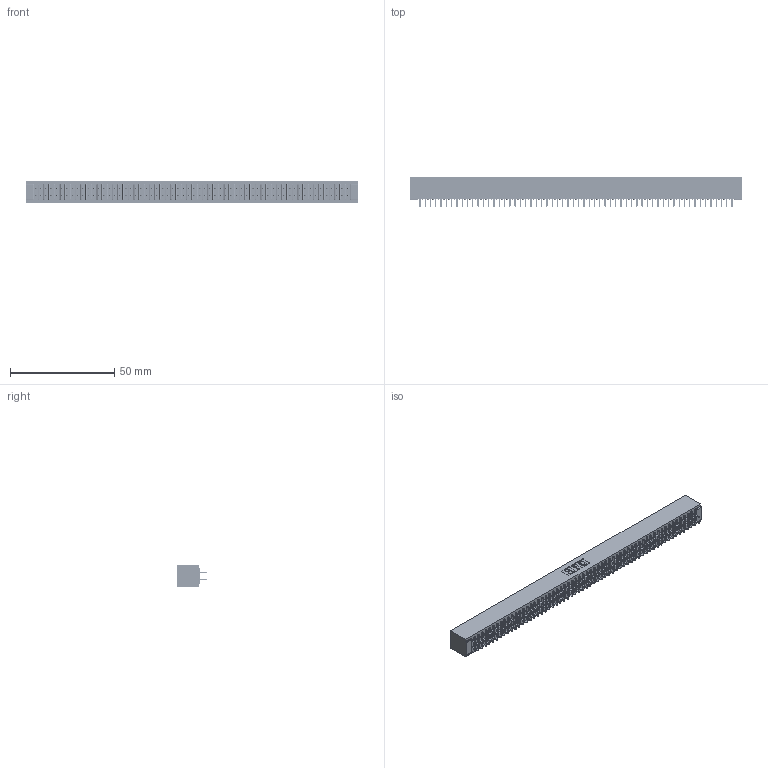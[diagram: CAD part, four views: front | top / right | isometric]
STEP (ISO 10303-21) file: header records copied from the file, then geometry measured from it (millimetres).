
FILE_DESCRIPTION (( 'STEP AP203' ), '1' );
FILE_NAME ('391-120-520-201.STEP', '2018-08-10T00:01:09', ( '' ), ( '' ), 'SwSTEP 2.0', 'SolidWorks 2016', '' );
FILE_SCHEMA (( 'CONFIG_CONTROL_DESIGN' ));
Length unit declared in the file: inch
Products named in the file (3): 341 Part_No Mounting Lugs; 341-292-001_341-292-120; 391-120-520-201
Assembly tree (121 placements, depth 2):
  391-120-520-201
    341 Part_No Mounting Lugs
    341-292-001_341-292-120  x120
Bounding box: 159.38 x 14.27 x 10.16 mm (x, y, z)
Volume: 12026.2 mm3; surface area: 22465.8 mm2
Topology: 121 solids, 121 shells, 8028 faces, 23272 edges, 15070 vertices
Faces by surface type: plane 4864, cylinder 2924, sphere 122, torus 118
Entity records: 69937 total; most frequent: CARTESIAN_POINT 11624, ORIENTED_EDGE 11552, DIRECTION 11266, EDGE_CURVE 5776, VECTOR 4690, LINE 4690, VERTEX_POINT 3646, AXIS2_PLACEMENT_3D 3288
